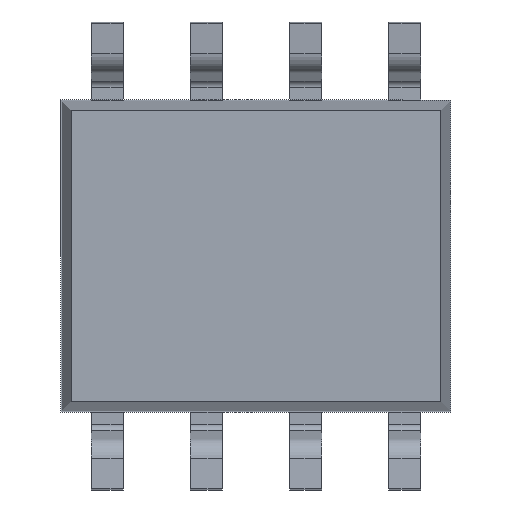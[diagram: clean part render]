
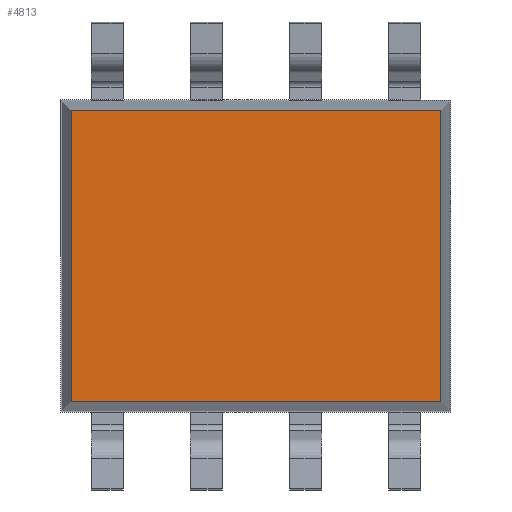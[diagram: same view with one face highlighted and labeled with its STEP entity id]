
A CAD part, front view. The second image highlights one B-rep face of the part: STEP entity #4813.
In plain terms, the highlighted planar face has unit normal (0, -1, 0).
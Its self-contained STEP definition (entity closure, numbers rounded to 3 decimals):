
#51 = LINE ( 'NONE', #5431, #1280 ) ;
#62 = FACE_OUTER_BOUND ( 'NONE', #319, .T. ) ;
#268 = CARTESIAN_POINT ( 'NONE',  ( 2.367, -0.752, -1.867 ) ) ;
#319 = EDGE_LOOP ( 'NONE', ( #2422, #4778, #3164, #3741 ) ) ;
#339 = CARTESIAN_POINT ( 'NONE',  ( 0., -0.752, 1.867 ) ) ;
#844 = CARTESIAN_POINT ( 'NONE',  ( 2.367, -0.752, 1.867 ) ) ;
#1280 = VECTOR ( 'NONE', #5509, 1000. ) ;
#1500 = CARTESIAN_POINT ( 'NONE',  ( 2.367, -0.752, 0. ) ) ;
#1796 = VERTEX_POINT ( 'NONE', #1944 ) ;
#1944 = CARTESIAN_POINT ( 'NONE',  ( -2.367, -0.752, -1.867 ) ) ;
#1948 = VERTEX_POINT ( 'NONE', #268 ) ;
#2095 = VECTOR ( 'NONE', #2822, 1000. ) ;
#2153 = CARTESIAN_POINT ( 'NONE',  ( 0., -0.752, -1.867 ) ) ;
#2232 = LINE ( 'NONE', #2153, #4056 ) ;
#2312 = CARTESIAN_POINT ( 'NONE',  ( 0., -0.752, 0. ) ) ;
#2410 = CARTESIAN_POINT ( 'NONE',  ( -2.367, -0.752, 1.867 ) ) ;
#2422 = ORIENTED_EDGE ( 'NONE', *, *, #5000, .F. ) ;
#2588 = DIRECTION ( 'NONE',  ( -1., 0., 0. ) ) ;
#2651 = DIRECTION ( 'NONE',  ( 0., 0., 1. ) ) ;
#2674 = DIRECTION ( 'NONE',  ( 0., 1., 0. ) ) ;
#2697 = PLANE ( 'NONE',  #4783 ) ;
#2754 = LINE ( 'NONE', #1500, #2095 ) ;
#2822 = DIRECTION ( 'NONE',  ( 0., 0., -1. ) ) ;
#2830 = VECTOR ( 'NONE', #5110, 1000. ) ;
#3018 = VERTEX_POINT ( 'NONE', #844 ) ;
#3164 = ORIENTED_EDGE ( 'NONE', *, *, #5529, .F. ) ;
#3352 = LINE ( 'NONE', #339, #2830 ) ;
#3364 = VERTEX_POINT ( 'NONE', #2410 ) ;
#3741 = ORIENTED_EDGE ( 'NONE', *, *, #4509, .F. ) ;
#4056 = VECTOR ( 'NONE', #2588, 1000. ) ;
#4070 = EDGE_CURVE ( 'NONE', #1948, #1796, #2232, .T. ) ;
#4509 = EDGE_CURVE ( 'NONE', #3364, #3018, #3352, .T. ) ;
#4778 = ORIENTED_EDGE ( 'NONE', *, *, #4070, .F. ) ;
#4783 = AXIS2_PLACEMENT_3D ( 'NONE', #2312, #2674, #2651 ) ;
#4813 = ADVANCED_FACE ( 'NONE', ( #62 ), #2697, .F. ) ;
#5000 = EDGE_CURVE ( 'NONE', #1796, #3364, #51, .T. ) ;
#5110 = DIRECTION ( 'NONE',  ( 1., 0., 0. ) ) ;
#5431 = CARTESIAN_POINT ( 'NONE',  ( -2.367, -0.752, 0. ) ) ;
#5509 = DIRECTION ( 'NONE',  ( 0., 0., 1. ) ) ;
#5529 = EDGE_CURVE ( 'NONE', #3018, #1948, #2754, .T. ) ;
